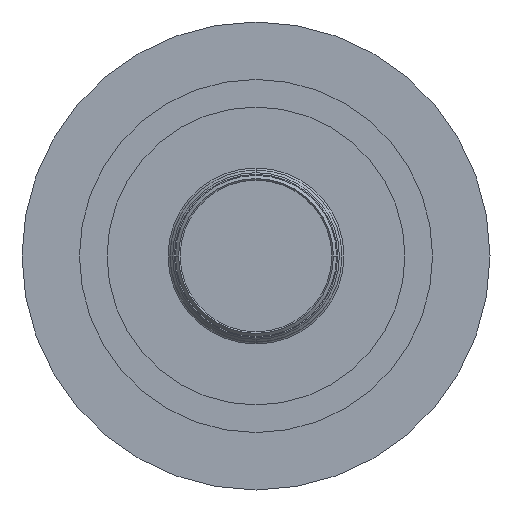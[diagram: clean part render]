
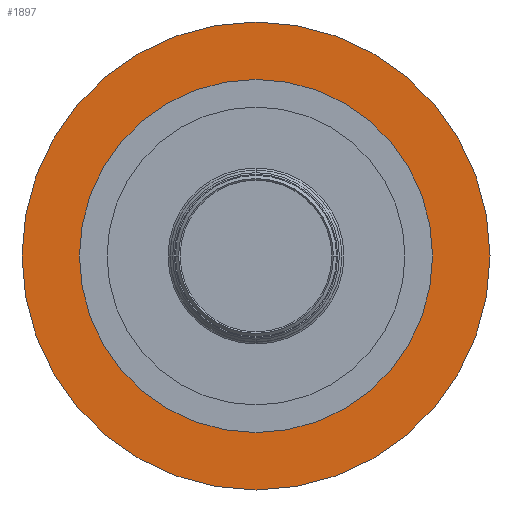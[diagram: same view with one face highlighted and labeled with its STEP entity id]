
A CAD part, front view. The second image highlights one B-rep face of the part: STEP entity #1897.
In plain terms, the highlighted planar face has unit normal (0, -1, 0).
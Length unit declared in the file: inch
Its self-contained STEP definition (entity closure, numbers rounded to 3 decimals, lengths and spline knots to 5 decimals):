
#8 = CARTESIAN_POINT ( 'NONE',  ( 0., 0., 0. ) ) ;
#9 = DIRECTION ( 'NONE',  ( 0., 1., 0. ) ) ;
#10 = DIRECTION ( 'NONE',  ( 0., 0., 1. ) ) ;
#30 = CARTESIAN_POINT ( 'NONE',  ( 0., 0., 1.08 ) ) ;
#33 = CARTESIAN_POINT ( 'NONE',  ( 0., 0., 0.815 ) ) ;
#50 = CARTESIAN_POINT ( 'NONE',  ( 0., 0., -0.815 ) ) ;
#279 = CARTESIAN_POINT ( 'NONE',  ( 0., 0., 0. ) ) ;
#280 = DIRECTION ( 'NONE',  ( 0., 1., 0. ) ) ;
#281 = DIRECTION ( 'NONE',  ( 0., 0., 1. ) ) ;
#565 = ORIENTED_EDGE ( 'NONE', *, *, #1953, .T. ) ;
#566 = ORIENTED_EDGE ( 'NONE', *, *, #1881, .T. ) ;
#567 = ORIENTED_EDGE ( 'NONE', *, *, #858, .F. ) ;
#568 = ORIENTED_EDGE ( 'NONE', *, *, #1944, .F. ) ;
#659 = EDGE_LOOP ( 'NONE', ( #565, #566 ) ) ;
#668 = EDGE_LOOP ( 'NONE', ( #567, #568 ) ) ;
#858 = EDGE_CURVE ( 'NONE', #2119, #1496, #2060, .T. ) ;
#1012 = CARTESIAN_POINT ( 'NONE',  ( 0., 0., 0. ) ) ;
#1013 = DIRECTION ( 'NONE',  ( 0., 1., 0. ) ) ;
#1014 = DIRECTION ( 'NONE',  ( 0., 0., 1. ) ) ;
#1062 = CARTESIAN_POINT ( 'NONE',  ( -1.08, 0., 0. ) ) ;
#1071 = FACE_OUTER_BOUND ( 'NONE', #668, .T. ) ;
#1074 = FACE_BOUND ( 'NONE', #659, .T. ) ;
#1075 = PLANE ( 'NONE',  #1316 ) ;
#1077 = DIRECTION ( 'NONE',  ( 0., -1., 0. ) ) ;
#1078 = DIRECTION ( 'NONE',  ( 0., 0., -1. ) ) ;
#1316 = AXIS2_PLACEMENT_3D ( 'NONE', #1062, #1077, #1078 ) ;
#1347 = AXIS2_PLACEMENT_3D ( 'NONE', #279, #280, #281 ) ;
#1350 = CIRCLE ( 'NONE', #1393, 0.815 ) ;
#1393 = AXIS2_PLACEMENT_3D ( 'NONE', #1012, #1013, #1014 ) ;
#1429 = CIRCLE ( 'NONE', #1347, 1.08 ) ;
#1496 = VERTEX_POINT ( 'NONE', #2282 ) ;
#1834 = CIRCLE ( 'NONE', #1842, 0.815 ) ;
#1842 = AXIS2_PLACEMENT_3D ( 'NONE', #8, #9, #10 ) ;
#1881 = EDGE_CURVE ( 'NONE', #2157, #2123, #1350, .T. ) ;
#1897 = ADVANCED_FACE ( 'NONE', ( #1074, #1071 ), #1075, .T. ) ;
#1944 = EDGE_CURVE ( 'NONE', #1496, #2119, #1429, .T. ) ;
#1953 = EDGE_CURVE ( 'NONE', #2123, #2157, #1834, .T. ) ;
#2016 = AXIS2_PLACEMENT_3D ( 'NONE', #2250, #2251, #2252 ) ;
#2060 = CIRCLE ( 'NONE', #2016, 1.08 ) ;
#2119 = VERTEX_POINT ( 'NONE', #30 ) ;
#2123 = VERTEX_POINT ( 'NONE', #33 ) ;
#2157 = VERTEX_POINT ( 'NONE', #50 ) ;
#2250 = CARTESIAN_POINT ( 'NONE',  ( 0., 0., 0. ) ) ;
#2251 = DIRECTION ( 'NONE',  ( 0., 1., 0. ) ) ;
#2252 = DIRECTION ( 'NONE',  ( 0., 0., 1. ) ) ;
#2282 = CARTESIAN_POINT ( 'NONE',  ( 0., 0., -1.08 ) ) ;
